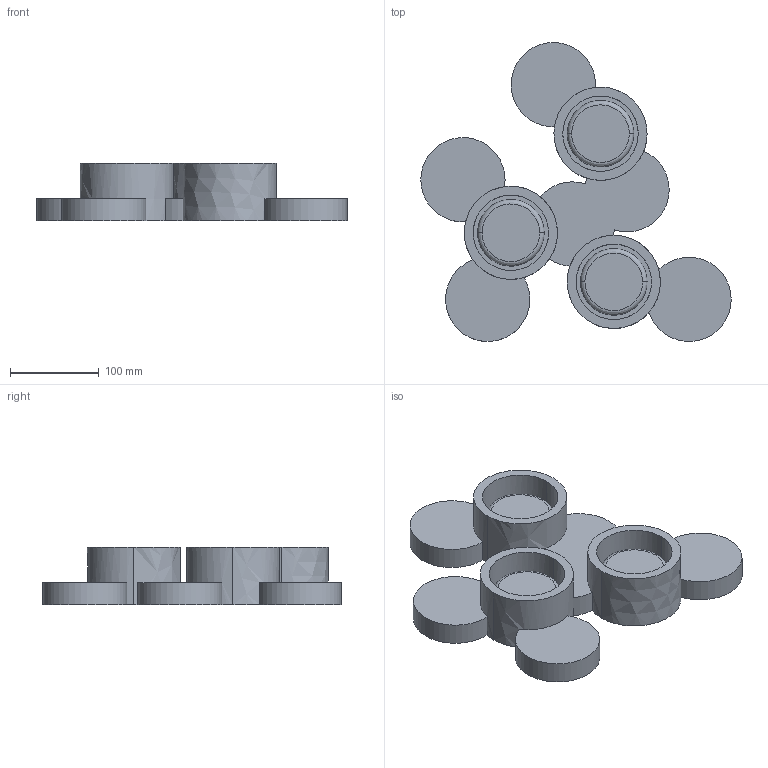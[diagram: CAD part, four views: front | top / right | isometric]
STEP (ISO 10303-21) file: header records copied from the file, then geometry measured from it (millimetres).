
FILE_DESCRIPTION(/* description */ (''),/* implementation_level */ '2;1');
FILE_NAME(/* name */ 'T263_C~1',/* time_stamp */ '2020-02-25T17:48:51+01:00',/* author */ (''),/* organization */ (''),/* preprocessor_version */ 'ST-DEVELOPER v15',/* originating_system */ '',/* authorisation */ '');
FILE_SCHEMA (('AUTOMOTIVE_DESIGN'));
Length unit declared in the file: centimetre
Products named in the file (1): Document
Bounding box: 349.89 x 337.08 x 65 mm (x, y, z)
Volume: 2450895.9 mm3; surface area: 325245.4 mm2
Topology: 7 solids, 7 shells, 79 faces, 167 edges, 108 vertices
Faces by surface type: bspline 45, plane 34
Entity records: 2742 total; most frequent: CARTESIAN_POINT 1711, ORIENTED_EDGE 312, EDGE_CURVE 156, VERTEX_POINT 97, EDGE_LOOP 85, ADVANCED_FACE 79, FACE_OUTER_BOUND 79, DIRECTION 40
